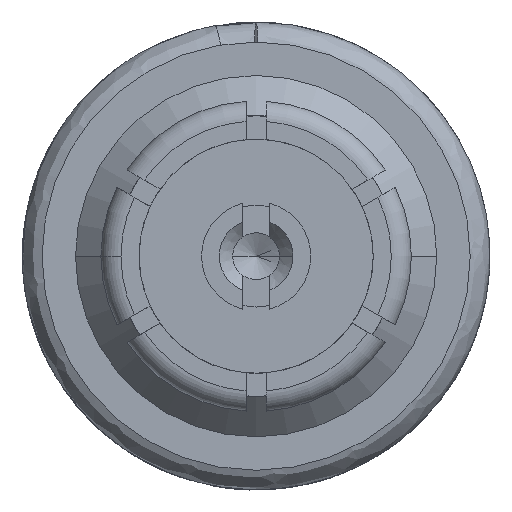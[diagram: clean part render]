
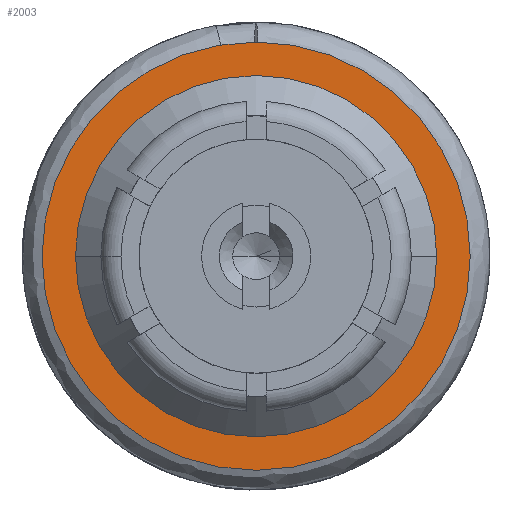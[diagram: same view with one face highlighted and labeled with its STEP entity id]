
A CAD part, left-side view. The second image highlights one B-rep face of the part: STEP entity #2003.
In plain terms, the highlighted planar face has unit normal (-1, 0, 0).
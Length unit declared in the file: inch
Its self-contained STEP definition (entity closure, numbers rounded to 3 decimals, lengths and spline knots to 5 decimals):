
#78 = VERTEX_POINT ( 'NONE', #2980 ) ;
#120 = DIRECTION ( 'NONE',  ( 0., 1., 0. ) ) ;
#186 = AXIS2_PLACEMENT_3D ( 'NONE', #1833, #1875, #1251 ) ;
#271 = ORIENTED_EDGE ( 'NONE', *, *, #6437, .T. ) ;
#672 = PLANE ( 'NONE',  #3410 ) ;
#1058 = EDGE_LOOP ( 'NONE', ( #8934, #271 ) ) ;
#1251 = DIRECTION ( 'NONE',  ( 0., 1., 0. ) ) ;
#1291 = CARTESIAN_POINT ( 'NONE',  ( -0.95223, 0., 0. ) ) ;
#1483 = DIRECTION ( 'NONE',  ( 1., 0., 0. ) ) ;
#1498 = ORIENTED_EDGE ( 'NONE', *, *, #4091, .F. ) ;
#1833 = CARTESIAN_POINT ( 'NONE',  ( -0.95223, 0., 0. ) ) ;
#1875 = DIRECTION ( 'NONE',  ( 1., 0., 0. ) ) ;
#2003 = ADVANCED_FACE ( 'NONE', ( #7090, #7234 ), #672, .F. ) ;
#2231 = VERTEX_POINT ( 'NONE', #8147 ) ;
#2291 = AXIS2_PLACEMENT_3D ( 'NONE', #1291, #1483, #7129 ) ;
#2370 = DIRECTION ( 'NONE',  ( 1., 0., 0. ) ) ;
#2411 = CARTESIAN_POINT ( 'NONE',  ( -0.95223, 0.06299, 0. ) ) ;
#2421 = EDGE_LOOP ( 'NONE', ( #1498, #2607 ) ) ;
#2607 = ORIENTED_EDGE ( 'NONE', *, *, #8551, .F. ) ;
#2733 = EDGE_CURVE ( 'NONE', #78, #5405, #6476, .T. ) ;
#2946 = CIRCLE ( 'NONE', #6774, 0.05315 ) ;
#2980 = CARTESIAN_POINT ( 'NONE',  ( -0.95223, 0.05315, 0. ) ) ;
#3372 = CARTESIAN_POINT ( 'NONE',  ( -0.95223, 0., 0. ) ) ;
#3410 = AXIS2_PLACEMENT_3D ( 'NONE', #3483, #8628, #3530 ) ;
#3483 = CARTESIAN_POINT ( 'NONE',  ( -0.95223, -0.05315, 0. ) ) ;
#3530 = DIRECTION ( 'NONE',  ( 0., -1., 0. ) ) ;
#3985 = CIRCLE ( 'NONE', #2291, 0.06299 ) ;
#4091 = EDGE_CURVE ( 'NONE', #7024, #2231, #3985, .T. ) ;
#4826 = DIRECTION ( 'NONE',  ( 0., 1., 0. ) ) ;
#4917 = DIRECTION ( 'NONE',  ( 1., 0., 0. ) ) ;
#5203 = CARTESIAN_POINT ( 'NONE',  ( -0.95223, 0., 0. ) ) ;
#5405 = VERTEX_POINT ( 'NONE', #9325 ) ;
#6437 = EDGE_CURVE ( 'NONE', #5405, #78, #2946, .T. ) ;
#6476 = CIRCLE ( 'NONE', #7402, 0.05315 ) ;
#6774 = AXIS2_PLACEMENT_3D ( 'NONE', #3372, #4917, #4826 ) ;
#7024 = VERTEX_POINT ( 'NONE', #2411 ) ;
#7090 = FACE_BOUND ( 'NONE', #1058, .T. ) ;
#7129 = DIRECTION ( 'NONE',  ( 0., 1., 0. ) ) ;
#7234 = FACE_OUTER_BOUND ( 'NONE', #2421, .T. ) ;
#7402 = AXIS2_PLACEMENT_3D ( 'NONE', #5203, #2370, #120 ) ;
#8147 = CARTESIAN_POINT ( 'NONE',  ( -0.95223, -0.06299, 0. ) ) ;
#8551 = EDGE_CURVE ( 'NONE', #2231, #7024, #9360, .T. ) ;
#8628 = DIRECTION ( 'NONE',  ( 1., 0., 0. ) ) ;
#8934 = ORIENTED_EDGE ( 'NONE', *, *, #2733, .T. ) ;
#9325 = CARTESIAN_POINT ( 'NONE',  ( -0.95223, -0.05315, 0. ) ) ;
#9360 = CIRCLE ( 'NONE', #186, 0.06299 ) ;
